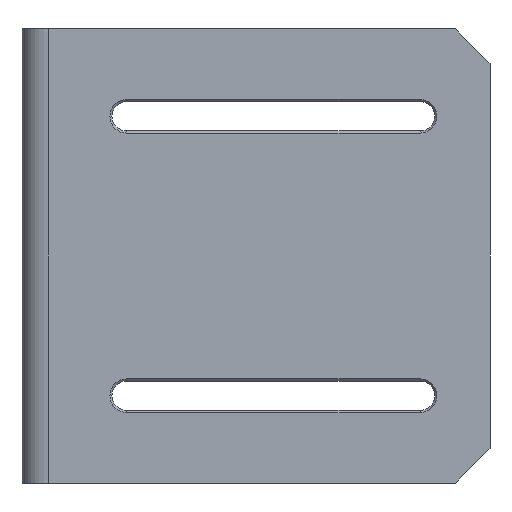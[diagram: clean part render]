
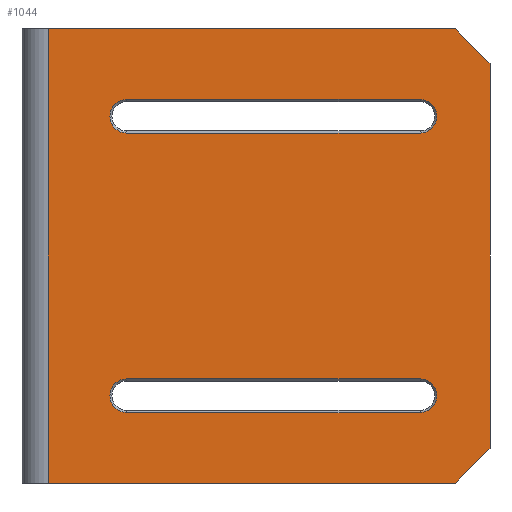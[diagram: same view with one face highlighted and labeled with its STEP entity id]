
A CAD part, front view. The second image highlights one B-rep face of the part: STEP entity #1044.
In plain terms, the highlighted planar face has unit normal (0, -1, 0).
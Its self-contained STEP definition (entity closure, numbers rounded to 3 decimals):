
#10 = ORIENTED_EDGE ( 'NONE', *, *, #406, .F. ) ;
#55 = FACE_BOUND ( 'NONE', #1309, .T. ) ;
#93 = CARTESIAN_POINT ( 'NONE',  ( 66.757, -3., -32.5 ) ) ;
#112 = DIRECTION ( 'NONE',  ( 0., 1., 0. ) ) ;
#135 = LINE ( 'NONE', #282, #2127 ) ;
#167 = EDGE_CURVE ( 'NONE', #792, #867, #2231, .T. ) ;
#229 = VERTEX_POINT ( 'NONE', #1705 ) ;
#252 = ORIENTED_EDGE ( 'NONE', *, *, #840, .T. ) ;
#282 = CARTESIAN_POINT ( 'NONE',  ( 78.75, -3., 78.75 ) ) ;
#285 = CARTESIAN_POINT ( 'NONE',  ( 0., -3., 32.5 ) ) ;
#338 = CARTESIAN_POINT ( 'NONE',  ( 78., -3., -22.4 ) ) ;
#352 = EDGE_LOOP ( 'NONE', ( #1785, #839, #1952, #1404, #2040, #10 ) ) ;
#385 = DIRECTION ( 'NONE',  ( 0., 0., -1. ) ) ;
#386 = FACE_BOUND ( 'NONE', #1087, .T. ) ;
#406 = EDGE_CURVE ( 'NONE', #867, #793, #468, .T. ) ;
#415 = VECTOR ( 'NONE', #715, 1000. ) ;
#434 = VERTEX_POINT ( 'NONE', #1639 ) ;
#464 = DIRECTION ( 'NONE',  ( -0.707, 0., 0.707 ) ) ;
#468 = LINE ( 'NONE', #1084, #415 ) ;
#530 = ORIENTED_EDGE ( 'NONE', *, *, #1572, .T. ) ;
#535 = LINE ( 'NONE', #1047, #970 ) ;
#553 = EDGE_CURVE ( 'NONE', #1398, #1421, #2341, .T. ) ;
#560 = CARTESIAN_POINT ( 'NONE',  ( 120., -3., -20. ) ) ;
#578 = DIRECTION ( 'NONE',  ( 0., 0., -1. ) ) ;
#590 = LINE ( 'NONE', #1025, #1513 ) ;
#594 = VERTEX_POINT ( 'NONE', #1703 ) ;
#623 = FACE_OUTER_BOUND ( 'NONE', #352, .T. ) ;
#632 = CARTESIAN_POINT ( 'NONE',  ( 78.75, -3., -78.75 ) ) ;
#654 = CARTESIAN_POINT ( 'NONE',  ( 66.757, -3., 32.5 ) ) ;
#680 = AXIS2_PLACEMENT_3D ( 'NONE', #1272, #2027, #1459 ) ;
#696 = DIRECTION ( 'NONE',  ( 1., 0., 0. ) ) ;
#711 = AXIS2_PLACEMENT_3D ( 'NONE', #1891, #957, #578 ) ;
#715 = DIRECTION ( 'NONE',  ( 0., 0., 1. ) ) ;
#736 = CARTESIAN_POINT ( 'NONE',  ( 130., -3., -27.5 ) ) ;
#744 = DIRECTION ( 'NONE',  ( 0., -1., 0. ) ) ;
#755 = CARTESIAN_POINT ( 'NONE',  ( 130., -3., 32.5 ) ) ;
#770 = CARTESIAN_POINT ( 'NONE',  ( 78., -3., -17.6 ) ) ;
#774 = LINE ( 'NONE', #1527, #1187 ) ;
#792 = VERTEX_POINT ( 'NONE', #1212 ) ;
#793 = VERTEX_POINT ( 'NONE', #654 ) ;
#839 = ORIENTED_EDGE ( 'NONE', *, *, #1265, .T. ) ;
#840 = EDGE_CURVE ( 'NONE', #1109, #1974, #535, .T. ) ;
#845 = DIRECTION ( 'NONE',  ( 0.707, 0., 0.707 ) ) ;
#856 = DIRECTION ( 'NONE',  ( -1., 0., 0. ) ) ;
#867 = VERTEX_POINT ( 'NONE', #93 ) ;
#868 = VECTOR ( 'NONE', #845, 1000. ) ;
#875 = ORIENTED_EDGE ( 'NONE', *, *, #2434, .T. ) ;
#911 = EDGE_CURVE ( 'NONE', #793, #594, #1812, .T. ) ;
#920 = CARTESIAN_POINT ( 'NONE',  ( 130., -3., 27.5 ) ) ;
#927 = ORIENTED_EDGE ( 'NONE', *, *, #1006, .T. ) ;
#957 = DIRECTION ( 'NONE',  ( 0., 1., 0. ) ) ;
#966 = DIRECTION ( 'NONE',  ( 1., 0., 0. ) ) ;
#970 = VECTOR ( 'NONE', #696, 1000. ) ;
#994 = VERTEX_POINT ( 'NONE', #338 ) ;
#1006 = EDGE_CURVE ( 'NONE', #1425, #1945, #1547, .T. ) ;
#1017 = ORIENTED_EDGE ( 'NONE', *, *, #1249, .T. ) ;
#1025 = CARTESIAN_POINT ( 'NONE',  ( 78., -3., -22.4 ) ) ;
#1027 = AXIS2_PLACEMENT_3D ( 'NONE', #1807, #112, #2177 ) ;
#1044 = ADVANCED_FACE ( 'NONE', ( #55, #386, #623 ), #1623, .T. ) ;
#1047 = CARTESIAN_POINT ( 'NONE',  ( 120., -3., -17.6 ) ) ;
#1084 = CARTESIAN_POINT ( 'NONE',  ( 66.757, -3., 0. ) ) ;
#1087 = EDGE_LOOP ( 'NONE', ( #927, #875, #2211, #1683 ) ) ;
#1088 = CIRCLE ( 'NONE', #1027, 2.4 ) ;
#1109 = VERTEX_POINT ( 'NONE', #770 ) ;
#1116 = VERTEX_POINT ( 'NONE', #2432 ) ;
#1125 = VECTOR ( 'NONE', #2342, 1000. ) ;
#1144 = AXIS2_PLACEMENT_3D ( 'NONE', #1322, #744, #1488 ) ;
#1187 = VECTOR ( 'NONE', #1343, 1000. ) ;
#1210 = DIRECTION ( 'NONE',  ( -1., 0., 0. ) ) ;
#1212 = CARTESIAN_POINT ( 'NONE',  ( 125., -3., -32.5 ) ) ;
#1249 = EDGE_CURVE ( 'NONE', #1116, #994, #590, .T. ) ;
#1252 = EDGE_CURVE ( 'NONE', #1398, #594, #135, .T. ) ;
#1254 = EDGE_CURVE ( 'NONE', #229, #434, #1088, .T. ) ;
#1265 = EDGE_CURVE ( 'NONE', #792, #1421, #2010, .T. ) ;
#1272 = CARTESIAN_POINT ( 'NONE',  ( 120., -3., 20. ) ) ;
#1309 = EDGE_LOOP ( 'NONE', ( #2305, #252, #530, #1017 ) ) ;
#1322 = CARTESIAN_POINT ( 'NONE',  ( 0., -3., 0. ) ) ;
#1332 = CARTESIAN_POINT ( 'NONE',  ( 120., -3., -17.6 ) ) ;
#1343 = DIRECTION ( 'NONE',  ( -1., 0., 0. ) ) ;
#1398 = VERTEX_POINT ( 'NONE', #920 ) ;
#1404 = ORIENTED_EDGE ( 'NONE', *, *, #1252, .T. ) ;
#1421 = VERTEX_POINT ( 'NONE', #736 ) ;
#1425 = VERTEX_POINT ( 'NONE', #1635 ) ;
#1459 = DIRECTION ( 'NONE',  ( 0., 0., -1. ) ) ;
#1464 = VECTOR ( 'NONE', #1501, 1000. ) ;
#1488 = DIRECTION ( 'NONE',  ( 0., 0., -1. ) ) ;
#1501 = DIRECTION ( 'NONE',  ( 0., 0., -1. ) ) ;
#1504 = CIRCLE ( 'NONE', #711, 2.4 ) ;
#1513 = VECTOR ( 'NONE', #1210, 1000. ) ;
#1527 = CARTESIAN_POINT ( 'NONE',  ( 78., -3., 17.6 ) ) ;
#1547 = CIRCLE ( 'NONE', #680, 2.4 ) ;
#1572 = EDGE_CURVE ( 'NONE', #1974, #1116, #1646, .T. ) ;
#1594 = CARTESIAN_POINT ( 'NONE',  ( 0., -3., -32.5 ) ) ;
#1623 = PLANE ( 'NONE',  #1144 ) ;
#1635 = CARTESIAN_POINT ( 'NONE',  ( 120., -3., 22.4 ) ) ;
#1639 = CARTESIAN_POINT ( 'NONE',  ( 78., -3., 22.4 ) ) ;
#1646 = CIRCLE ( 'NONE', #1835, 2.4 ) ;
#1672 = CARTESIAN_POINT ( 'NONE',  ( 120., -3., 17.6 ) ) ;
#1683 = ORIENTED_EDGE ( 'NONE', *, *, #2001, .T. ) ;
#1703 = CARTESIAN_POINT ( 'NONE',  ( 125., -3., 32.5 ) ) ;
#1705 = CARTESIAN_POINT ( 'NONE',  ( 78., -3., 17.6 ) ) ;
#1785 = ORIENTED_EDGE ( 'NONE', *, *, #167, .F. ) ;
#1807 = CARTESIAN_POINT ( 'NONE',  ( 78., -3., 20. ) ) ;
#1812 = LINE ( 'NONE', #285, #1125 ) ;
#1835 = AXIS2_PLACEMENT_3D ( 'NONE', #560, #2076, #385 ) ;
#1883 = VECTOR ( 'NONE', #966, 1000. ) ;
#1891 = CARTESIAN_POINT ( 'NONE',  ( 78., -3., -20. ) ) ;
#1945 = VERTEX_POINT ( 'NONE', #1672 ) ;
#1951 = EDGE_CURVE ( 'NONE', #994, #1109, #1504, .T. ) ;
#1952 = ORIENTED_EDGE ( 'NONE', *, *, #553, .F. ) ;
#1974 = VERTEX_POINT ( 'NONE', #1332 ) ;
#2001 = EDGE_CURVE ( 'NONE', #434, #1425, #2179, .T. ) ;
#2010 = LINE ( 'NONE', #632, #868 ) ;
#2027 = DIRECTION ( 'NONE',  ( 0., 1., 0. ) ) ;
#2040 = ORIENTED_EDGE ( 'NONE', *, *, #911, .F. ) ;
#2076 = DIRECTION ( 'NONE',  ( 0., 1., 0. ) ) ;
#2127 = VECTOR ( 'NONE', #464, 1000. ) ;
#2177 = DIRECTION ( 'NONE',  ( 0., 0., -1. ) ) ;
#2179 = LINE ( 'NONE', #2265, #1883 ) ;
#2211 = ORIENTED_EDGE ( 'NONE', *, *, #1254, .T. ) ;
#2231 = LINE ( 'NONE', #1594, #2411 ) ;
#2265 = CARTESIAN_POINT ( 'NONE',  ( 120., -3., 22.4 ) ) ;
#2305 = ORIENTED_EDGE ( 'NONE', *, *, #1951, .T. ) ;
#2341 = LINE ( 'NONE', #755, #1464 ) ;
#2342 = DIRECTION ( 'NONE',  ( 1., 0., 0. ) ) ;
#2411 = VECTOR ( 'NONE', #856, 1000. ) ;
#2432 = CARTESIAN_POINT ( 'NONE',  ( 120., -3., -22.4 ) ) ;
#2434 = EDGE_CURVE ( 'NONE', #1945, #229, #774, .T. ) ;
